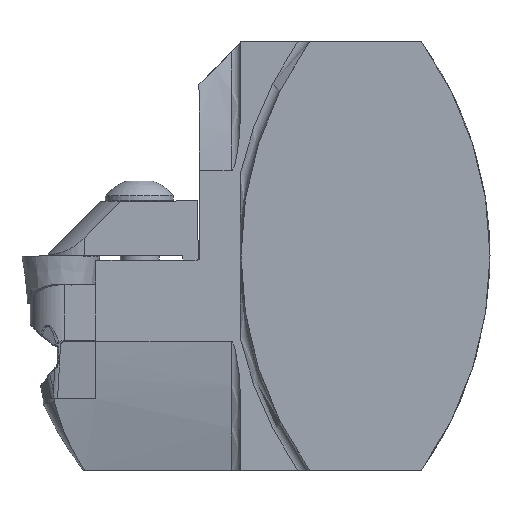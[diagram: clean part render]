
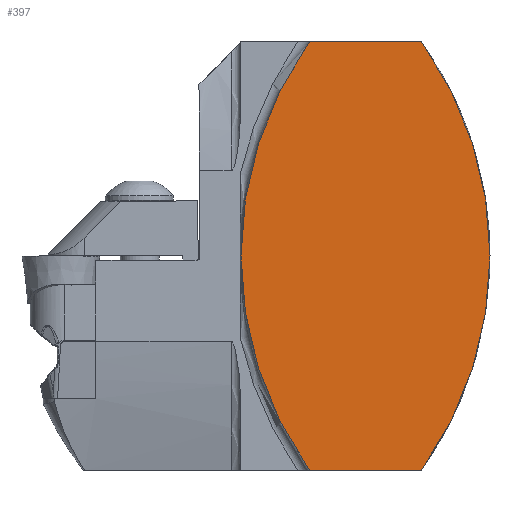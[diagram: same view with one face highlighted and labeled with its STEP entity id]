
A CAD part, top view. The second image highlights one B-rep face of the part: STEP entity #397.
In plain terms, the highlighted planar face has unit normal (0, 0, 1).
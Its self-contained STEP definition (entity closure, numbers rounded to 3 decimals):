
#309=CIRCLE('',#2172,60.25);
#310=CIRCLE('',#2175,60.25);
#397=ADVANCED_FACE('',(#568),#507,.T.);
#507=PLANE('',#2215);
#568=FACE_OUTER_BOUND('',#681,.T.);
#681=EDGE_LOOP('',(#933,#934,#935,#936));
#933=ORIENTED_EDGE('',*,*,#1570,.F.);
#934=ORIENTED_EDGE('',*,*,#1586,.T.);
#935=ORIENTED_EDGE('',*,*,#1579,.T.);
#936=ORIENTED_EDGE('',*,*,#1590,.T.);
#1383=VERTEX_POINT('',#2954);
#1385=VERTEX_POINT('',#2957);
#1393=VERTEX_POINT('',#3016);
#1394=VERTEX_POINT('',#3017);
#1570=EDGE_CURVE('',#1383,#1385,#1862,.T.);
#1579=EDGE_CURVE('',#1393,#1394,#1868,.T.);
#1586=EDGE_CURVE('',#1383,#1393,#309,.T.);
#1590=EDGE_CURVE('',#1394,#1385,#310,.T.);
#1862=LINE('',#2956,#1980);
#1868=LINE('',#3015,#1986);
#1980=VECTOR('',#2404,1.);
#1986=VECTOR('',#2412,1.);
#2172=AXIS2_PLACEMENT_3D('',#3048,#2420,#2421);
#2175=AXIS2_PLACEMENT_3D('',#3061,#2426,#2427);
#2215=AXIS2_PLACEMENT_3D('',#3239,#2530,#2531);
#2404=DIRECTION('',(-1.,0.,0.));
#2412=DIRECTION('',(-1.,0.,0.));
#2420=DIRECTION('',(0.,0.,1.));
#2421=DIRECTION('',(1.,0.,0.));
#2426=DIRECTION('',(0.,0.,1.));
#2427=DIRECTION('',(1.,0.,0.));
#2530=DIRECTION('',(0.,0.,1.));
#2531=DIRECTION('',(1.,0.,0.));
#2954=CARTESIAN_POINT('',(9.191,-35.,0.));
#2956=CARTESIAN_POINT('',(-47.06,-35.,0.));
#2957=CARTESIAN_POINT('',(-9.041,-35.,0.));
#3015=CARTESIAN_POINT('',(-47.06,35.,0.));
#3016=CARTESIAN_POINT('',(9.191,35.,0.));
#3017=CARTESIAN_POINT('',(-9.041,35.,0.));
#3048=CARTESIAN_POINT('',(-39.85,0.,0.));
#3061=CARTESIAN_POINT('',(40.,0.,0.));
#3239=CARTESIAN_POINT('',(0.,0.,0.));
